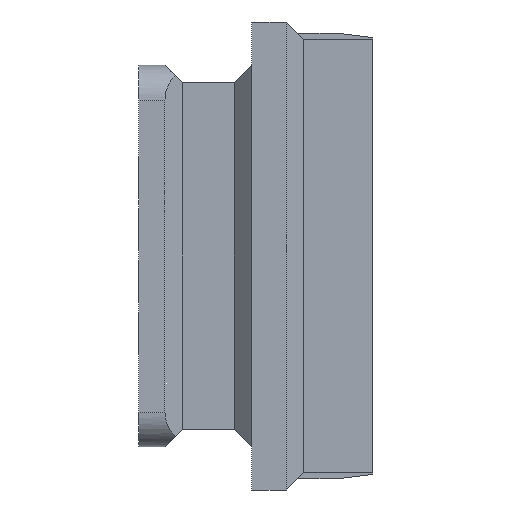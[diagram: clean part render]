
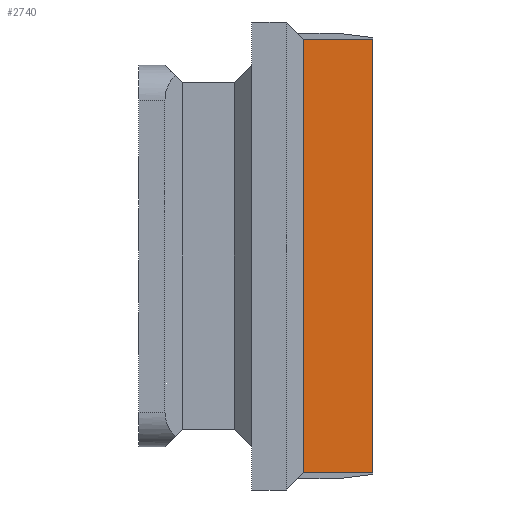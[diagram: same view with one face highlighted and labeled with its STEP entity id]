
A CAD part, left-side view. The second image highlights one B-rep face of the part: STEP entity #2740.
In plain terms, the highlighted planar face has unit normal (-1, 0, 0).
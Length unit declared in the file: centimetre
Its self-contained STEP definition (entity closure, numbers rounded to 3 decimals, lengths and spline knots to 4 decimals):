
#2069=CARTESIAN_POINT('',(-0.3,0.,-1.25));
#2070=VERTEX_POINT('',#2069);
#2077=CARTESIAN_POINT('',(-0.3,0.4,-1.25));
#2078=VERTEX_POINT('',#2077);
#2079=CARTESIAN_POINT('',(-0.3,-12345.,-1.25));
#2080=DIRECTION('',(0.,1.,0.));
#2081=VECTOR('',#2080,24690.);
#2082=LINE('',#2079,#2081);
#2083=EDGE_CURVE('',#2070,#2078,#2082,.T.);
#2235=CARTESIAN_POINT('',(-0.3,0.4,1.25));
#2236=VERTEX_POINT('',#2235);
#2243=CARTESIAN_POINT('',(-0.3,0.,1.25));
#2244=VERTEX_POINT('',#2243);
#2245=CARTESIAN_POINT('',(-0.3,-12345.,1.25));
#2246=DIRECTION('',(0.,1.,0.));
#2247=VECTOR('',#2246,24690.);
#2248=LINE('',#2245,#2247);
#2249=EDGE_CURVE('',#2244,#2236,#2248,.T.);
#2584=CARTESIAN_POINT('',(-0.3,0.4,-1.56));
#2585=DIRECTION('',(0.,0.,1.));
#2586=VECTOR('',#2585,3.12);
#2587=LINE('',#2584,#2586);
#2588=EDGE_CURVE('',#2078,#2236,#2587,.T.);
#2724=CARTESIAN_POINT('',(-0.3,0.,0.));
#2725=DIRECTION('',(-1.,0.,0.));
#2726=DIRECTION('',(0.,0.,1.));
#2727=AXIS2_PLACEMENT_3D('',#2724,#2725,#2726);
#2728=PLANE('',#2727);
#2729=ORIENTED_EDGE('',*,*,#2588,.F.);
#2730=ORIENTED_EDGE('',*,*,#2083,.F.);
#2731=CARTESIAN_POINT('',(-0.3,0.,-12346.25));
#2732=DIRECTION('',(0.,0.,1.));
#2733=VECTOR('',#2732,24690.);
#2734=LINE('',#2731,#2733);
#2735=EDGE_CURVE('',#2070,#2244,#2734,.T.);
#2736=ORIENTED_EDGE('',*,*,#2735,.T.);
#2737=ORIENTED_EDGE('',*,*,#2249,.T.);
#2738=EDGE_LOOP('',(#2729,#2730,#2736,#2737));
#2739=FACE_BOUND('',#2738,.T.);
#2740=ADVANCED_FACE('',(#2739),#2728,.T.);
